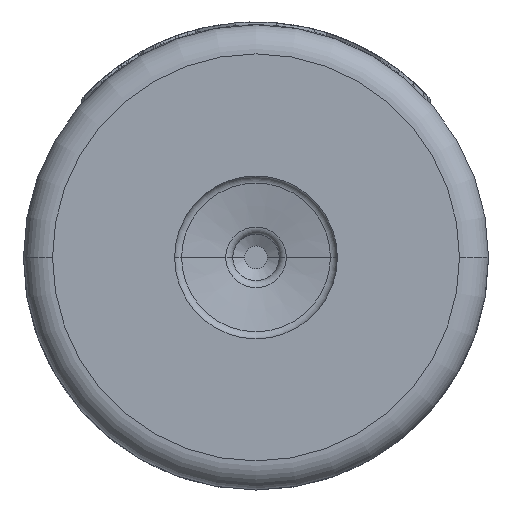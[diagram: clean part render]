
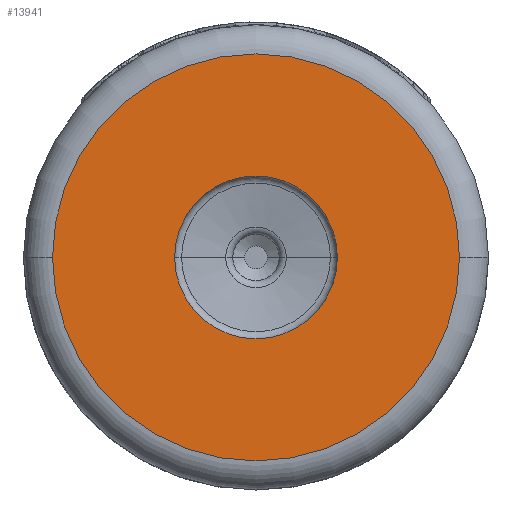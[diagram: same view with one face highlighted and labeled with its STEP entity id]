
A CAD part, front view. The second image highlights one B-rep face of the part: STEP entity #13941.
In plain terms, the highlighted planar face has unit normal (0, -1, 0).
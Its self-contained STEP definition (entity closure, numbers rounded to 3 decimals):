
#1927=CARTESIAN_POINT('',(0.,-4.,0.));
#1928=DIRECTION('',(0.,-1.,0.));
#1929=DIRECTION('',(-1.,0.,0.));
#1930=AXIS2_PLACEMENT_3D('',#1927,#1928,#1929);
#1942=CARTESIAN_POINT('',(0.,-4.,0.));
#1943=DIRECTION('',(0.,-1.,0.));
#1944=DIRECTION('',(-1.,0.,0.));
#1945=AXIS2_PLACEMENT_3D('',#1942,#1943,#1944);
#1947=CARTESIAN_POINT('',(0.,-4.,0.));
#1948=DIRECTION('',(0.,-1.,0.));
#1949=DIRECTION('',(1.,0.,0.));
#1950=AXIS2_PLACEMENT_3D('',#1947,#1948,#1949);
#1952=CARTESIAN_POINT('',(0.,-4.,0.));
#1953=DIRECTION('',(0.,-1.,0.));
#1954=DIRECTION('',(1.,0.,0.));
#1955=AXIS2_PLACEMENT_3D('',#1952,#1953,#1954);
#11865=CARTESIAN_POINT('',(-1.4,-4.,0.));
#11866=CARTESIAN_POINT('',(1.4,-4.,0.));
#11867=VERTEX_POINT('',#11865);
#11868=VERTEX_POINT('',#11866);
#11869=CARTESIAN_POINT('',(3.5,-4.,0.));
#11870=CARTESIAN_POINT('',(-3.5,-4.,0.));
#11871=VERTEX_POINT('',#11869);
#11872=VERTEX_POINT('',#11870);
#13925=CARTESIAN_POINT('',(0.,-4.,0.));
#13926=DIRECTION('',(0.,1.,0.));
#13927=DIRECTION('',(1.,0.,0.));
#13928=AXIS2_PLACEMENT_3D('',#13925,#13926,#13927);
#13929=PLANE('',#13928);
#13931=ORIENTED_EDGE('',*,*,#13930,.F.);
#13932=ORIENTED_EDGE('',*,*,#13915,.F.);
#13933=EDGE_LOOP('',(#13931,#13932));
#13934=FACE_OUTER_BOUND('',#13933,.F.);
#13936=ORIENTED_EDGE('',*,*,#13935,.T.);
#13938=ORIENTED_EDGE('',*,*,#13937,.T.);
#13939=EDGE_LOOP('',(#13936,#13938));
#13940=FACE_BOUND('',#13939,.F.);
#13941=ADVANCED_FACE('',(#13934,#13940),#13929,.F.);
#1931=CIRCLE('',#1930,3.5);
#1946=CIRCLE('',#1945,1.4);
#1951=CIRCLE('',#1950,1.4);
#1956=CIRCLE('',#1955,3.5);
#13915=EDGE_CURVE('',#11872,#11871,#1931,.T.);
#13930=EDGE_CURVE('',#11871,#11872,#1956,.T.);
#13935=EDGE_CURVE('',#11867,#11868,#1946,.T.);
#13937=EDGE_CURVE('',#11868,#11867,#1951,.T.);
